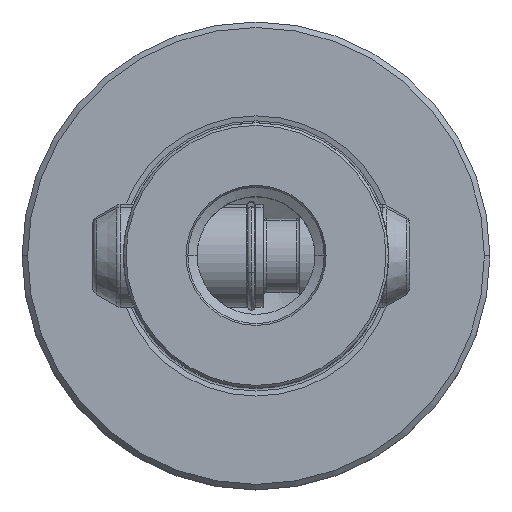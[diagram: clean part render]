
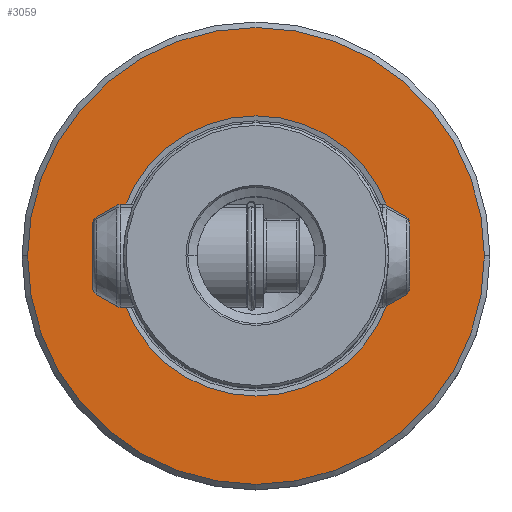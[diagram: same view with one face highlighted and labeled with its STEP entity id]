
A CAD part, top view. The second image highlights one B-rep face of the part: STEP entity #3059.
In plain terms, the highlighted planar face has unit normal (0, 0, 1).
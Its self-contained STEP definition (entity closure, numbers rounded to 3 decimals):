
#1895=EDGE_CURVE('NONE',#4425,#3613,#5481,.T.);
#1951=EDGE_CURVE('NONE',#2747,#3645,#5541,.F.);
#2747=VERTEX_POINT('NONE',#6421);
#2899=EDGE_CURVE('NONE',#3613,#4425,#6592,.T.);
#3059=ADVANCED_FACE('NONE',(#6768,#6769),#6770,.T.);
#3613=VERTEX_POINT('NONE',#7384);
#3645=VERTEX_POINT('NONE',#7418);
#3801=EDGE_CURVE('NONE',#3645,#2747,#7594,.T.);
#4425=VERTEX_POINT('NONE',#8285);
#5481=CIRCLE('',#9463,31.0);
#5541=CIRCLE('',#9566,19.012);
#6421=CARTESIAN_POINT('',(-19.012,0.,0.0));
#6592=CIRCLE('',#15629,31.0);
#6768=FACE_OUTER_BOUND('',#16686,.T.);
#6769=FACE_BOUND('',#16687,.T.);
#6770=PLANE('',#16688);
#7384=CARTESIAN_POINT('',(31.0,0.,0.0));
#7418=CARTESIAN_POINT('',(19.012,0.,0.0));
#7594=CIRCLE('',#19855,19.012);
#8285=CARTESIAN_POINT('',(-31.0,0.,0.0));
#9463=AXIS2_PLACEMENT_3D('',#28876,#28877,#28878);
#9566=AXIS2_PLACEMENT_3D('',#28953,#28954,#28955);
#15629=AXIS2_PLACEMENT_3D('',#30230,#30231,#30232);
#16686=EDGE_LOOP('',(#30425,#30426));
#16687=EDGE_LOOP('',(#30427,#30428));
#16688=AXIS2_PLACEMENT_3D('',#30429,#30430,#30431);
#19855=AXIS2_PLACEMENT_3D('',#31446,#31447,#31448);
#28876=CARTESIAN_POINT('',(0.0,0.0,0.0));
#28877=DIRECTION('',(0.0,0.0,-1.0));
#28878=DIRECTION('',(-1.0,0.,0.0));
#28953=CARTESIAN_POINT('',(0.0,0.0,0.0));
#28954=DIRECTION('',(0.0,0.0,-1.0));
#28955=DIRECTION('',(1.0,0.,0.0));
#30230=CARTESIAN_POINT('',(0.0,0.0,0.0));
#30231=DIRECTION('',(0.0,0.0,-1.0));
#30232=DIRECTION('',(-1.0,0.,0.0));
#30425=ORIENTED_EDGE('',*,*,#1895,.F.);
#30426=ORIENTED_EDGE('',*,*,#2899,.F.);
#30427=ORIENTED_EDGE('',*,*,#3801,.F.);
#30428=ORIENTED_EDGE('',*,*,#1951,.F.);
#30429=CARTESIAN_POINT('',(-18.0,0.0,0.0));
#30430=DIRECTION('',(-0.0,0.0,1.0));
#30431=DIRECTION('',(0.0,1.0,0.0));
#31446=CARTESIAN_POINT('',(0.0,0.0,0.0));
#31447=DIRECTION('',(-0.0,0.0,1.0));
#31448=DIRECTION('',(1.0,0.,0.0));
